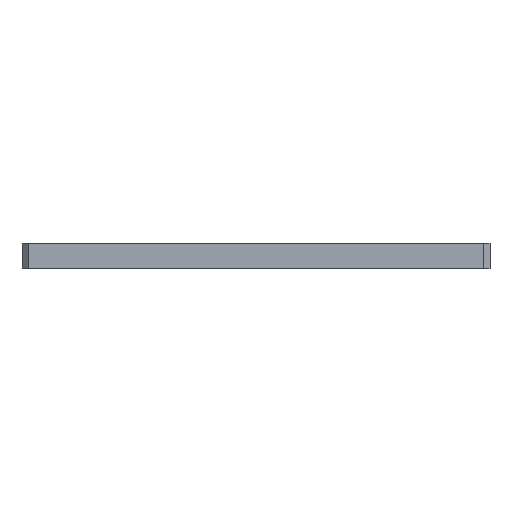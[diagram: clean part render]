
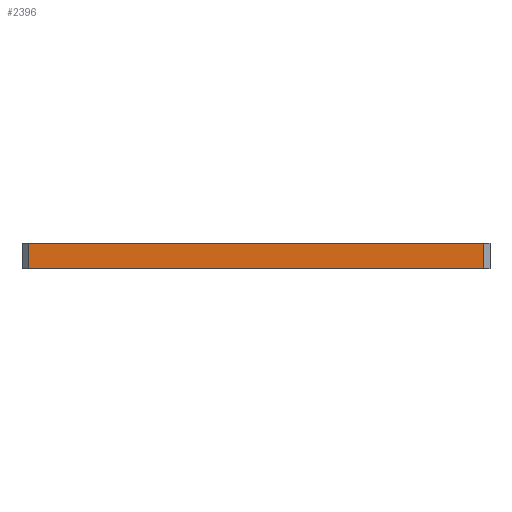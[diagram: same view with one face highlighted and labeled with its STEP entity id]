
A CAD part, front view. The second image highlights one B-rep face of the part: STEP entity #2396.
In plain terms, the highlighted planar face has unit normal (0, -1, 0).
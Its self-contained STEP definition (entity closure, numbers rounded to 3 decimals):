
#53 = DIRECTION ( 'NONE',  ( 0., 1., 0. ) ) ;
#190 = CARTESIAN_POINT ( 'NONE',  ( -14.351, -9.017, 0. ) ) ;
#214 = CARTESIAN_POINT ( 'NONE',  ( -14.351, -9.017, 1.6 ) ) ;
#269 = EDGE_CURVE ( 'NONE', #822, #286, #1694, .T. ) ;
#286 = VERTEX_POINT ( 'NONE', #2415 ) ;
#305 = EDGE_CURVE ( 'NONE', #2660, #822, #2793, .T. ) ;
#499 = AXIS2_PLACEMENT_3D ( 'NONE', #1727, #53, #1510 ) ;
#607 = CARTESIAN_POINT ( 'NONE',  ( -14.351, -9.017, 1.6 ) ) ;
#661 = EDGE_CURVE ( 'NONE', #2660, #1329, #1882, .T. ) ;
#759 = DIRECTION ( 'NONE',  ( 0., 0., -1. ) ) ;
#822 = VERTEX_POINT ( 'NONE', #1808 ) ;
#950 = ORIENTED_EDGE ( 'NONE', *, *, #305, .F. ) ;
#1003 = CARTESIAN_POINT ( 'NONE',  ( -14.351, -9.017, 1.6 ) ) ;
#1130 = ORIENTED_EDGE ( 'NONE', *, *, #2168, .T. ) ;
#1329 = VERTEX_POINT ( 'NONE', #190 ) ;
#1510 = DIRECTION ( 'NONE',  ( 0., 0., 1. ) ) ;
#1534 = DIRECTION ( 'NONE',  ( 0., 0., -1. ) ) ;
#1694 = LINE ( 'NONE', #2420, #2943 ) ;
#1727 = CARTESIAN_POINT ( 'NONE',  ( -14.351, -9.017, 1.6 ) ) ;
#1748 = ORIENTED_EDGE ( 'NONE', *, *, #661, .T. ) ;
#1808 = CARTESIAN_POINT ( 'NONE',  ( 14.351, -9.017, 1.6 ) ) ;
#1882 = LINE ( 'NONE', #607, #2349 ) ;
#1887 = VECTOR ( 'NONE', #2913, 1000. ) ;
#1892 = DIRECTION ( 'NONE',  ( 1., 0., 0. ) ) ;
#1903 = CARTESIAN_POINT ( 'NONE',  ( -14.351, -9.017, 0. ) ) ;
#1975 = LINE ( 'NONE', #1903, #2548 ) ;
#2168 = EDGE_CURVE ( 'NONE', #1329, #286, #1975, .T. ) ;
#2312 = EDGE_LOOP ( 'NONE', ( #1130, #2624, #950, #1748 ) ) ;
#2349 = VECTOR ( 'NONE', #1534, 1000. ) ;
#2396 = ADVANCED_FACE ( 'NONE', ( #2592 ), #2916, .F. ) ;
#2415 = CARTESIAN_POINT ( 'NONE',  ( 14.351, -9.017, 0. ) ) ;
#2420 = CARTESIAN_POINT ( 'NONE',  ( 14.351, -9.017, 1.6 ) ) ;
#2548 = VECTOR ( 'NONE', #1892, 1000. ) ;
#2592 = FACE_OUTER_BOUND ( 'NONE', #2312, .T. ) ;
#2624 = ORIENTED_EDGE ( 'NONE', *, *, #269, .F. ) ;
#2660 = VERTEX_POINT ( 'NONE', #214 ) ;
#2793 = LINE ( 'NONE', #1003, #1887 ) ;
#2913 = DIRECTION ( 'NONE',  ( 1., 0., 0. ) ) ;
#2916 = PLANE ( 'NONE',  #499 ) ;
#2943 = VECTOR ( 'NONE', #759, 1000. ) ;
